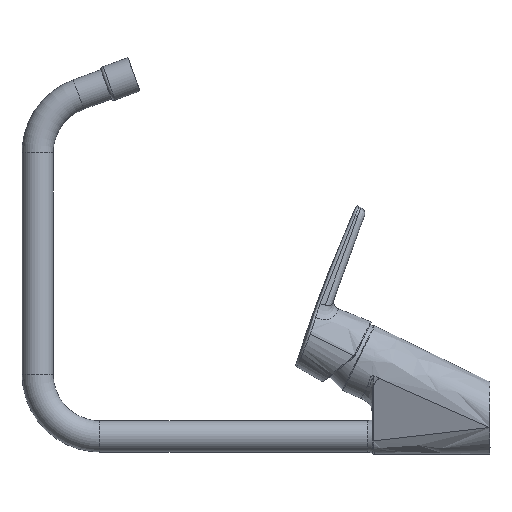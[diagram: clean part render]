
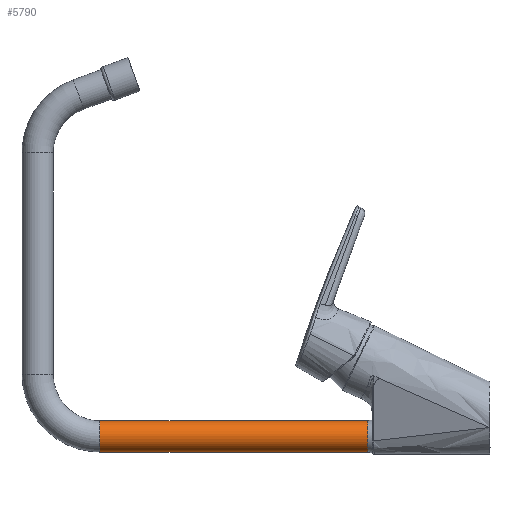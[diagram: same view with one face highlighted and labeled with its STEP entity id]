
A CAD part, left-side view. The second image highlights one B-rep face of the part: STEP entity #5790.
In plain terms, the highlighted cylindrical face has radius 10 mm (diameter 20 mm), a full revolution.
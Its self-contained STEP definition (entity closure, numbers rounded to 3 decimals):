
#512 = DIRECTION ( 'NONE',  ( 0., 1., 0. ) ) ;
#3030 = AXIS2_PLACEMENT_3D ( 'NONE', #7546, #512, #8694 ) ;
#3496 = EDGE_CURVE ( 'NONE', #5206, #5206, #8390, .T. ) ;
#4791 = AXIS2_PLACEMENT_3D ( 'NONE', #5348, #5334, #5329 ) ;
#4908 = VERTEX_POINT ( 'NONE', #11577 ) ;
#5206 = VERTEX_POINT ( 'NONE', #13725 ) ;
#5329 = DIRECTION ( 'NONE',  ( 0., 0., -1. ) ) ;
#5334 = DIRECTION ( 'NONE',  ( 0., -1., 0. ) ) ;
#5348 = CARTESIAN_POINT ( 'NONE',  ( 0., 250.7, -11.75 ) ) ;
#5453 = CIRCLE ( 'NONE', #3030, 10. ) ;
#5675 = DIRECTION ( 'NONE',  ( -1., 0., 0. ) ) ;
#5790 = ADVANCED_FACE ( 'NONE', ( #6322, #6351 ), #6198, .T. ) ;
#6198 = CYLINDRICAL_SURFACE ( 'NONE', #6495, 10. ) ;
#6322 = FACE_OUTER_BOUND ( 'NONE', #10156, .T. ) ;
#6351 = FACE_OUTER_BOUND ( 'NONE', #12578, .T. ) ;
#6495 = AXIS2_PLACEMENT_3D ( 'NONE', #6902, #14683, #5675 ) ;
#6902 = CARTESIAN_POINT ( 'NONE',  ( 0., 250.7, -11.75 ) ) ;
#7546 = CARTESIAN_POINT ( 'NONE',  ( 0., 78.7, -11.75 ) ) ;
#8390 = CIRCLE ( 'NONE', #4791, 10. ) ;
#8694 = DIRECTION ( 'NONE',  ( 0., 0., -1. ) ) ;
#10156 = EDGE_LOOP ( 'NONE', ( #14536 ) ) ;
#11577 = CARTESIAN_POINT ( 'NONE',  ( 0., 78.7, -21.75 ) ) ;
#12276 = EDGE_CURVE ( 'NONE', #4908, #4908, #5453, .T. ) ;
#12578 = EDGE_LOOP ( 'NONE', ( #14138 ) ) ;
#13725 = CARTESIAN_POINT ( 'NONE',  ( 0., 250.7, -21.75 ) ) ;
#14138 = ORIENTED_EDGE ( 'NONE', *, *, #12276, .T. ) ;
#14536 = ORIENTED_EDGE ( 'NONE', *, *, #3496, .T. ) ;
#14683 = DIRECTION ( 'NONE',  ( 0., -1., 0. ) ) ;
